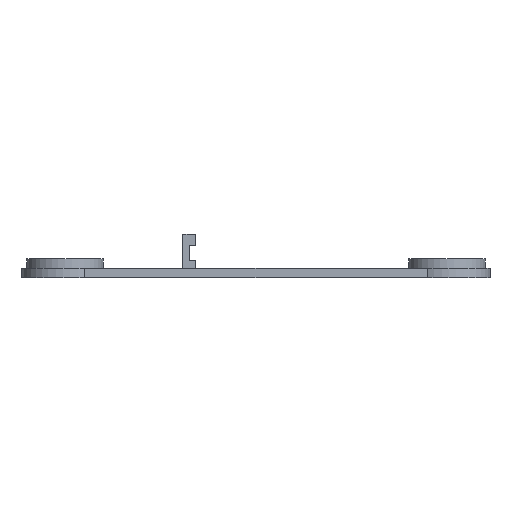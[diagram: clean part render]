
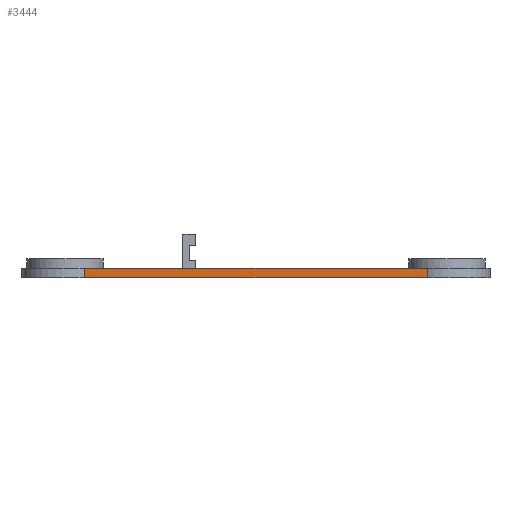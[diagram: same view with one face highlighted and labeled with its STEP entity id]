
A CAD part, front view. The second image highlights one B-rep face of the part: STEP entity #3444.
In plain terms, the highlighted planar face has unit normal (0, -1, 0).
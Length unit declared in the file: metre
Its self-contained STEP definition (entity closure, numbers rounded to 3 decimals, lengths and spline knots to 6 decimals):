
#274=LINE('',#5250,#632);
#353=LINE('',#5475,#711);
#409=LINE('',#5595,#767);
#410=LINE('',#5596,#768);
#632=VECTOR('',#4273,1.);
#711=VECTOR('',#4418,1.);
#767=VECTOR('',#4570,1.);
#768=VECTOR('',#4571,1.);
#1587=ORIENTED_EDGE('',*,*,#2100,.T.);
#1588=ORIENTED_EDGE('',*,*,#2160,.F.);
#1589=ORIENTED_EDGE('',*,*,#1989,.F.);
#1590=ORIENTED_EDGE('',*,*,#2161,.F.);
#1989=EDGE_CURVE('',#2386,#2387,#274,.T.);
#2100=EDGE_CURVE('',#2493,#2492,#353,.T.);
#2160=EDGE_CURVE('',#2387,#2492,#409,.T.);
#2161=EDGE_CURVE('',#2493,#2386,#410,.F.);
#2386=VERTEX_POINT('',#5251);
#2387=VERTEX_POINT('',#5252);
#2492=VERTEX_POINT('',#5474);
#2493=VERTEX_POINT('',#5476);
#2859=EDGE_LOOP('',(#1587,#1588,#1589,#1590));
#3145=FACE_BOUND('',#2859,.T.);
#3293=PLANE('',#3734);
#3444=ADVANCED_FACE('',(#3145),#3293,.F.);
#3734=AXIS2_PLACEMENT_3D('',#5594,#4568,#4569);
#4273=DIRECTION('',(-1.,0.,0.));
#4418=DIRECTION('',(-1.,0.,0.));
#4568=DIRECTION('',(0.,1.,0.));
#4569=DIRECTION('',(0.,0.,-1.));
#4570=DIRECTION('',(0.,0.,1.));
#4571=DIRECTION('',(0.,0.,1.));
#5250=CARTESIAN_POINT('',(0.0635,-0.19812,0.));
#5251=CARTESIAN_POINT('',(0.068345,-0.19812,0.));
#5252=CARTESIAN_POINT('',(-0.068345,-0.19812,0.));
#5474=CARTESIAN_POINT('',(-0.068345,-0.19812,0.00381));
#5475=CARTESIAN_POINT('',(0.0635,-0.19812,0.00381));
#5476=CARTESIAN_POINT('',(0.068345,-0.19812,0.00381));
#5594=CARTESIAN_POINT('',(0.0635,-0.19812,0.00381));
#5595=CARTESIAN_POINT('',(-0.068345,-0.19812,0.));
#5596=CARTESIAN_POINT('',(0.068345,-0.19812,0.));
